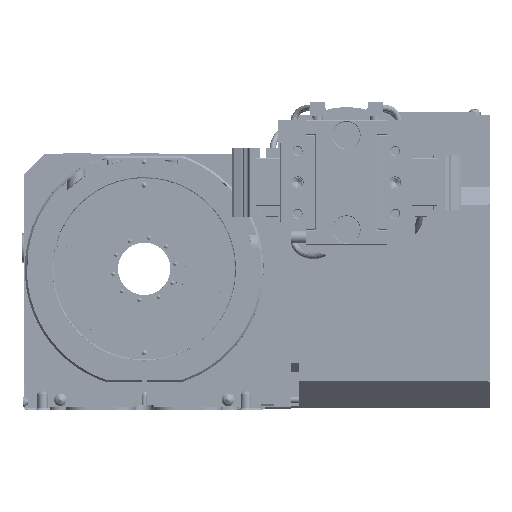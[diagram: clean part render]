
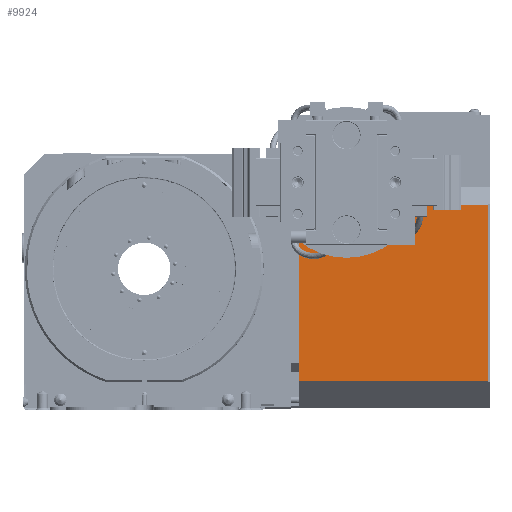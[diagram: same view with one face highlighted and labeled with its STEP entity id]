
A CAD part, left-side view. The second image highlights one B-rep face of the part: STEP entity #9924.
In plain terms, the highlighted planar face has unit normal (1, 0, 0).
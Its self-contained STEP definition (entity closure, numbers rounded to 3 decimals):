
#9924=ADVANCED_FACE('',(#15571),#12863,.T.);
#12863=PLANE('',#68268);
#15571=FACE_OUTER_BOUND('',#20201,.T.);
#20201=EDGE_LOOP('',(#34008,#34009,#34010,#34011));
#34008=ORIENTED_EDGE('',*,*,#51119,.F.);
#34009=ORIENTED_EDGE('',*,*,#51046,.F.);
#34010=ORIENTED_EDGE('',*,*,#51120,.T.);
#34011=ORIENTED_EDGE('',*,*,#51059,.F.);
#43283=VERTEX_POINT('',#137771);
#43284=VERTEX_POINT('',#137776);
#43287=VERTEX_POINT('',#137801);
#43294=VERTEX_POINT('',#137836);
#51046=EDGE_CURVE('',#43283,#43284,#55812,.T.);
#51059=EDGE_CURVE('',#43294,#43287,#55825,.T.);
#51119=EDGE_CURVE('',#43284,#43294,#55885,.T.);
#51120=EDGE_CURVE('',#43283,#43287,#55886,.T.);
#55812=B_SPLINE_CURVE_WITH_KNOTS('',3,(#137772,#137773,#137774,#137775),
 .UNSPECIFIED.,.F.,.F.,(4,4),(0.,1.),.UNSPECIFIED.);
#55825=B_SPLINE_CURVE_WITH_KNOTS('',3,(#137837,#137838,#137839,#137840),
 .UNSPECIFIED.,.F.,.F.,(4,4),(0.,1.),.UNSPECIFIED.);
#55885=B_SPLINE_CURVE_WITH_KNOTS('',3,(#138315,#138316,#138317,#138318),
 .UNSPECIFIED.,.F.,.F.,(4,4),(0.,1.),.UNSPECIFIED.);
#55886=B_SPLINE_CURVE_WITH_KNOTS('',3,(#138320,#138321,#138322,#138323),
 .UNSPECIFIED.,.F.,.F.,(4,4),(0.,1.),.UNSPECIFIED.);
#68268=AXIS2_PLACEMENT_3D('',#138324,#80147,#80148);
#80147=DIRECTION('',(1.,0.,0.));
#80148=DIRECTION('',(0.,-1.,0.));
#137771=CARTESIAN_POINT('',(63.5,-147.996,31.173));
#137772=CARTESIAN_POINT('',(63.5,-147.996,31.173));
#137773=CARTESIAN_POINT('',(63.5,-147.996,-24.942));
#137774=CARTESIAN_POINT('',(63.5,-147.996,-81.056));
#137775=CARTESIAN_POINT('',(63.5,-147.996,-137.17));
#137776=CARTESIAN_POINT('',(63.5,-147.996,-137.17));
#137801=CARTESIAN_POINT('',(63.5,-327.996,31.173));
#137836=CARTESIAN_POINT('',(63.5,-327.996,-137.17));
#137837=CARTESIAN_POINT('',(63.5,-327.996,-137.17));
#137838=CARTESIAN_POINT('',(63.5,-327.996,-81.056));
#137839=CARTESIAN_POINT('',(63.5,-327.996,-24.942));
#137840=CARTESIAN_POINT('',(63.5,-327.996,31.173));
#138315=CARTESIAN_POINT('',(63.5,-147.996,-137.17));
#138316=CARTESIAN_POINT('',(63.5,-207.996,-137.17));
#138317=CARTESIAN_POINT('',(63.5,-267.996,-137.17));
#138318=CARTESIAN_POINT('',(63.5,-327.996,-137.17));
#138320=CARTESIAN_POINT('',(63.5,-147.996,31.173));
#138321=CARTESIAN_POINT('',(63.5,-207.996,31.173));
#138322=CARTESIAN_POINT('',(63.5,-267.996,31.173));
#138323=CARTESIAN_POINT('',(63.5,-327.996,31.173));
#138324=CARTESIAN_POINT('',(63.5,-182.996,42.001));
